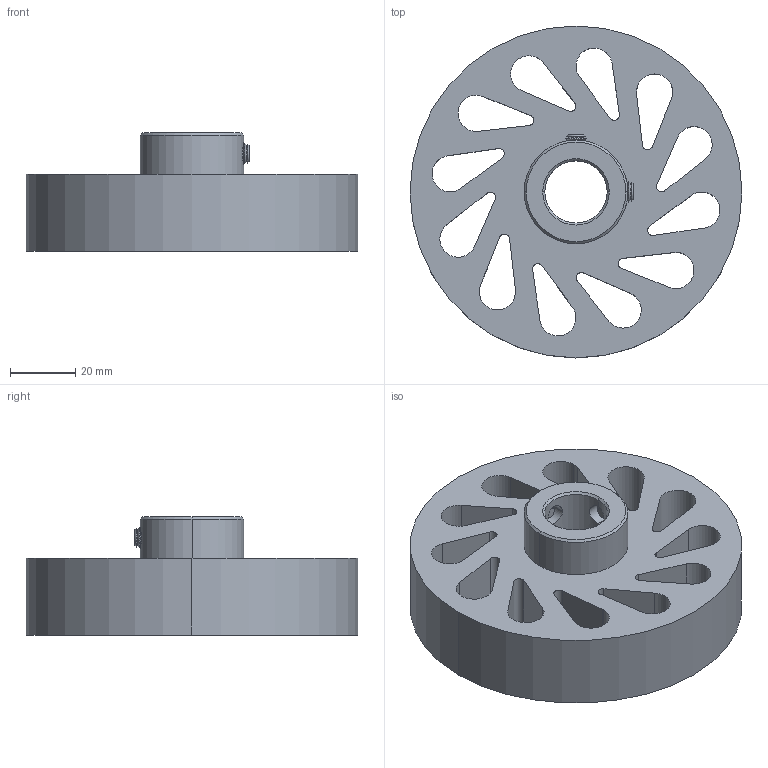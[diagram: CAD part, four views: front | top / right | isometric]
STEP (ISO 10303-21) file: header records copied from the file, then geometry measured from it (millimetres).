
FILE_DESCRIPTION (( 'STEP AP203' ), '1' );
FILE_NAME ('2498K12.step', '2016-04-22T14:39:17', ( '' ), ( '' ), 'SwSTEP 2.0', 'SolidWorks 2010', '' );
FILE_SCHEMA (( 'CONFIG_CONTROL_DESIGN' ));
Length unit declared in the file: inch
Products named in the file (1): 2498K12
Bounding box: 101.6 x 101.6 x 36.17 mm (x, y, z)
Volume: 141485.6 mm3; surface area: 43326.3 mm2
Topology: 4 solids, 4 shells, 156 faces, 400 edges, 252 vertices
Faces by surface type: cone 56, cylinder 50, plane 46, bspline 4
Entity records: 5309 total; most frequent: CARTESIAN_POINT 1285, DIRECTION 858, ORIENTED_EDGE 800, EDGE_CURVE 400, AXIS2_PLACEMENT_3D 321, VERTEX_POINT 252, VECTOR 216, LINE 216
